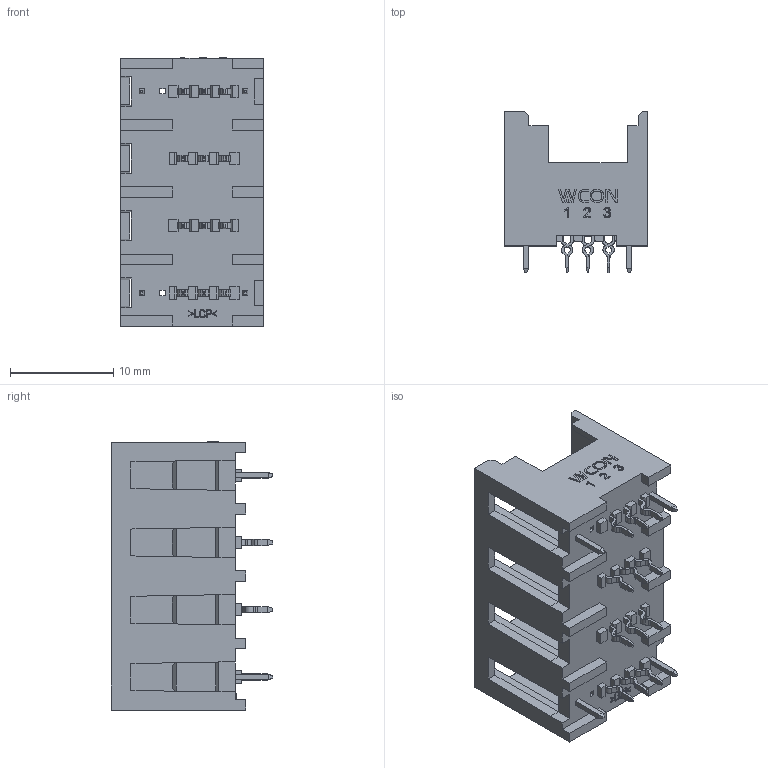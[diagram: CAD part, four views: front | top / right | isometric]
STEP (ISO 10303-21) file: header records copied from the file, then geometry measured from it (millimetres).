
FILE_DESCRIPTION( ('This file contains a STEP AP42 implementation' ,'as created by ZW3D STEP Interface translator.') ,'2;1' );
FILE_NAME( '5372-4S03XXBX02W.stp' ,'2312 4.14 6 2', (''), ('ZWCAD Software Co.'), 'Version 1.0', 'ZW3D to STEP translator', '' );
FILE_SCHEMA(('AUTOMOTIVE_DESIGN { 1 0 10303 214 1 1 1 1 }'));
Length unit declared in the file: millimetre
Products named in the file (2): 0; 5372-4S03XXBX02W.stpWZH
Bounding box: 13.8 x 15.6 x 25.92 mm (x, y, z)
Volume: 1861.1 mm3; surface area: 3153.1 mm2
Topology: 1 solids, 17 shells, 998 faces, 2603 edges, 1666 vertices
Faces by surface type: plane 799, bspline 183, cylinder 16
Entity records: 33323 total; most frequent: CARTESIAN_POINT 8719, ORIENTED_EDGE 5206, DIRECTION 4249, EDGE_CURVE 2603, VECTOR 2189, LINE 2189, VERTEX_POINT 1666, EDGE_LOOP 1041
